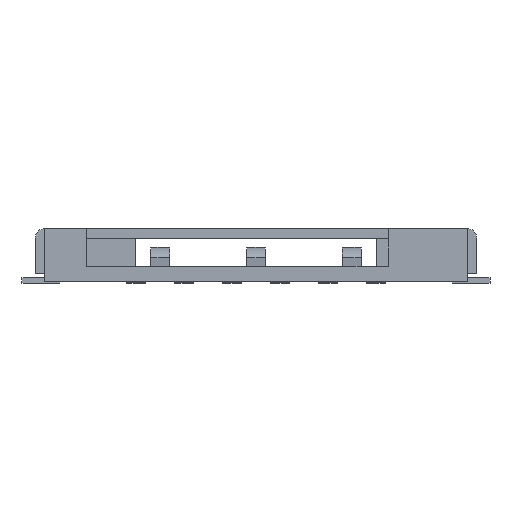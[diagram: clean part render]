
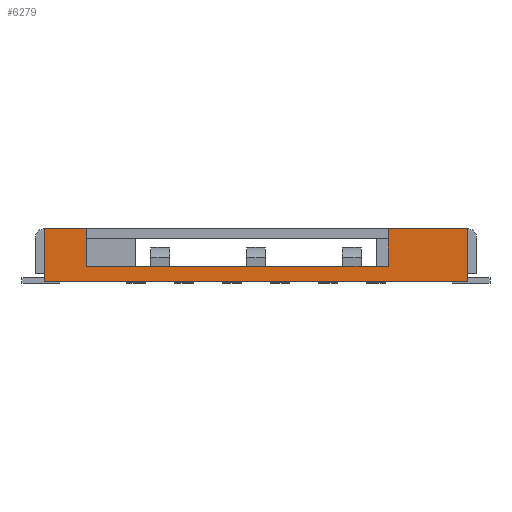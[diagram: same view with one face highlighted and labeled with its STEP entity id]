
A CAD part, front view. The second image highlights one B-rep face of the part: STEP entity #6279.
In plain terms, the highlighted planar face has unit normal (0, -1, 0).
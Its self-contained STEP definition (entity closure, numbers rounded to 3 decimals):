
#111 = CARTESIAN_POINT ( 'NONE',  ( 5.6, -7., 1.4 ) ) ;
#579 = EDGE_CURVE ( 'NONE', #20785, #17983, #10443, .T. ) ;
#827 = DIRECTION ( 'NONE',  ( 0., 0., 1. ) ) ;
#1053 = DIRECTION ( 'NONE',  ( 1., 0., 0. ) ) ;
#1680 = EDGE_CURVE ( 'NONE', #7343, #21617, #8410, .T. ) ;
#1720 = CARTESIAN_POINT ( 'NONE',  ( -4.5, -7., 1.4 ) ) ;
#2576 = VECTOR ( 'NONE', #1053, 1000. ) ;
#3509 = CARTESIAN_POINT ( 'NONE',  ( -5.6, -7., 1.4 ) ) ;
#3696 = CARTESIAN_POINT ( 'NONE',  ( -5.6, -7., 1.4 ) ) ;
#5473 = CARTESIAN_POINT ( 'NONE',  ( 3.5, -7., 0.4 ) ) ;
#5545 = EDGE_CURVE ( 'NONE', #24727, #13363, #16352, .T. ) ;
#6279 = ADVANCED_FACE ( 'NONE', ( #15589 ), #12189, .F. ) ;
#6316 = CARTESIAN_POINT ( 'NONE',  ( 3.5, -7., 0.4 ) ) ;
#6400 = CARTESIAN_POINT ( 'NONE',  ( -5.6, -7., 0. ) ) ;
#7068 = VECTOR ( 'NONE', #17704, 1000. ) ;
#7343 = VERTEX_POINT ( 'NONE', #18231 ) ;
#7376 = ORIENTED_EDGE ( 'NONE', *, *, #18146, .T. ) ;
#7589 = ORIENTED_EDGE ( 'NONE', *, *, #16787, .F. ) ;
#8071 = EDGE_CURVE ( 'NONE', #23949, #24727, #22681, .T. ) ;
#8072 = CARTESIAN_POINT ( 'NONE',  ( 5.6, -7., 0. ) ) ;
#8410 = LINE ( 'NONE', #23878, #11988 ) ;
#8785 = DIRECTION ( 'NONE',  ( 0., 0., 1. ) ) ;
#9442 = LINE ( 'NONE', #3509, #24391 ) ;
#10339 = DIRECTION ( 'NONE',  ( 0., 1., 0. ) ) ;
#10443 = LINE ( 'NONE', #6400, #2576 ) ;
#11327 = CARTESIAN_POINT ( 'NONE',  ( -4.5, -7., 0.4 ) ) ;
#11663 = AXIS2_PLACEMENT_3D ( 'NONE', #19902, #10339, #827 ) ;
#11923 = LINE ( 'NONE', #16188, #7068 ) ;
#11959 = DIRECTION ( 'NONE',  ( 0., 0., 1. ) ) ;
#11988 = VECTOR ( 'NONE', #18204, 1000. ) ;
#12189 = PLANE ( 'NONE',  #11663 ) ;
#12240 = EDGE_LOOP ( 'NONE', ( #16756, #7376, #18765, #22046, #21196, #15276, #7589, #20568 ) ) ;
#12922 = VERTEX_POINT ( 'NONE', #111 ) ;
#13363 = VERTEX_POINT ( 'NONE', #14202 ) ;
#14202 = CARTESIAN_POINT ( 'NONE',  ( 3.5, -7., 1.4 ) ) ;
#15276 = ORIENTED_EDGE ( 'NONE', *, *, #24107, .F. ) ;
#15589 = FACE_OUTER_BOUND ( 'NONE', #12240, .T. ) ;
#15868 = CARTESIAN_POINT ( 'NONE',  ( -5.6, -7., 0. ) ) ;
#16090 = VECTOR ( 'NONE', #22558, 1000. ) ;
#16188 = CARTESIAN_POINT ( 'NONE',  ( 5.6, -7., 1.4 ) ) ;
#16352 = LINE ( 'NONE', #6316, #19864 ) ;
#16653 = CARTESIAN_POINT ( 'NONE',  ( -4.5, -7., 0.4 ) ) ;
#16756 = ORIENTED_EDGE ( 'NONE', *, *, #8071, .F. ) ;
#16787 = EDGE_CURVE ( 'NONE', #13363, #12922, #22686, .T. ) ;
#17365 = EDGE_CURVE ( 'NONE', #7343, #20785, #9442, .T. ) ;
#17704 = DIRECTION ( 'NONE',  ( 0., 0., -1. ) ) ;
#17983 = VERTEX_POINT ( 'NONE', #8072 ) ;
#18146 = EDGE_CURVE ( 'NONE', #23949, #21617, #24128, .T. ) ;
#18204 = DIRECTION ( 'NONE',  ( 1., 0., 0. ) ) ;
#18231 = CARTESIAN_POINT ( 'NONE',  ( -5.6, -7., 1.4 ) ) ;
#18733 = DIRECTION ( 'NONE',  ( 0., 0., -1. ) ) ;
#18765 = ORIENTED_EDGE ( 'NONE', *, *, #1680, .F. ) ;
#19031 = DIRECTION ( 'NONE',  ( 1., 0., 0. ) ) ;
#19864 = VECTOR ( 'NONE', #11959, 1000. ) ;
#19902 = CARTESIAN_POINT ( 'NONE',  ( -5.6, -7., 1.4 ) ) ;
#20568 = ORIENTED_EDGE ( 'NONE', *, *, #5545, .F. ) ;
#20674 = CARTESIAN_POINT ( 'NONE',  ( 3.5, -7., 0.4 ) ) ;
#20785 = VERTEX_POINT ( 'NONE', #15868 ) ;
#21176 = VECTOR ( 'NONE', #19031, 1000. ) ;
#21196 = ORIENTED_EDGE ( 'NONE', *, *, #579, .T. ) ;
#21517 = VECTOR ( 'NONE', #8785, 1000. ) ;
#21617 = VERTEX_POINT ( 'NONE', #1720 ) ;
#22046 = ORIENTED_EDGE ( 'NONE', *, *, #17365, .T. ) ;
#22558 = DIRECTION ( 'NONE',  ( 1., 0., 0. ) ) ;
#22681 = LINE ( 'NONE', #5473, #16090 ) ;
#22686 = LINE ( 'NONE', #3696, #21176 ) ;
#23878 = CARTESIAN_POINT ( 'NONE',  ( -5.6, -7., 1.4 ) ) ;
#23949 = VERTEX_POINT ( 'NONE', #11327 ) ;
#24107 = EDGE_CURVE ( 'NONE', #12922, #17983, #11923, .T. ) ;
#24128 = LINE ( 'NONE', #16653, #21517 ) ;
#24391 = VECTOR ( 'NONE', #18733, 1000. ) ;
#24727 = VERTEX_POINT ( 'NONE', #20674 ) ;
